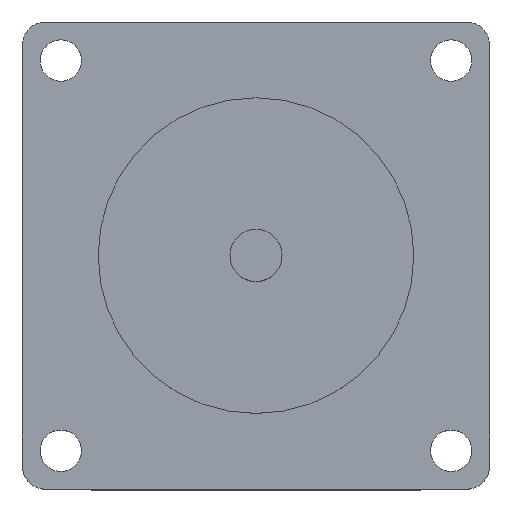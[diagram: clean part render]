
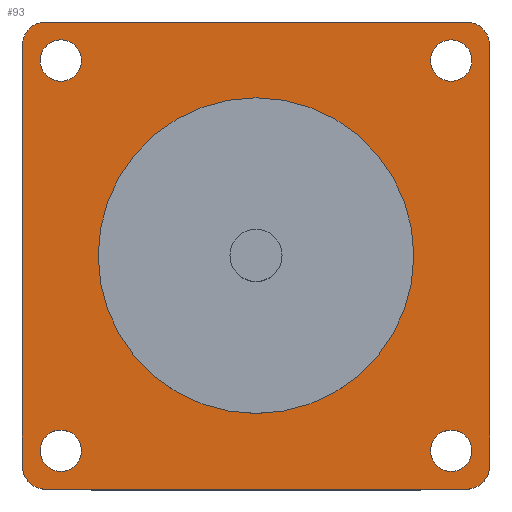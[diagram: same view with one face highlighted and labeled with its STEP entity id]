
A CAD part, top view. The second image highlights one B-rep face of the part: STEP entity #93.
In plain terms, the highlighted planar face has unit normal (0, 0, 1).
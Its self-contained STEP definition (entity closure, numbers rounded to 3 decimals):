
#93 = ADVANCED_FACE( '', ( #147, #148, #149, #150, #151, #152 ), #153, .F. );
#147 = FACE_BOUND( '', #221, .T. );
#148 = FACE_BOUND( '', #222, .T. );
#149 = FACE_BOUND( '', #223, .T. );
#150 = FACE_OUTER_BOUND( '', #224, .T. );
#151 = FACE_BOUND( '', #225, .T. );
#152 = FACE_BOUND( '', #226, .T. );
#153 = PLANE( '', #227 );
#221 = EDGE_LOOP( '', ( #396 ) );
#222 = EDGE_LOOP( '', ( #397 ) );
#223 = EDGE_LOOP( '', ( #398 ) );
#224 = EDGE_LOOP( '', ( #399, #400, #401, #402, #403, #404, #405, #406 ) );
#225 = EDGE_LOOP( '', ( #407 ) );
#226 = EDGE_LOOP( '', ( #408 ) );
#227 = AXIS2_PLACEMENT_3D( '', #409, #410, #411 );
#396 = ORIENTED_EDGE( '', *, *, #514, .F. );
#397 = ORIENTED_EDGE( '', *, *, #515, .F. );
#398 = ORIENTED_EDGE( '', *, *, #516, .F. );
#399 = ORIENTED_EDGE( '', *, *, #505, .F. );
#400 = ORIENTED_EDGE( '', *, *, #499, .F. );
#401 = ORIENTED_EDGE( '', *, *, #517, .F. );
#402 = ORIENTED_EDGE( '', *, *, #489, .F. );
#403 = ORIENTED_EDGE( '', *, *, #487, .F. );
#404 = ORIENTED_EDGE( '', *, *, #478, .F. );
#405 = ORIENTED_EDGE( '', *, *, #518, .F. );
#406 = ORIENTED_EDGE( '', *, *, #507, .F. );
#407 = ORIENTED_EDGE( '', *, *, #519, .F. );
#408 = ORIENTED_EDGE( '', *, *, #520, .F. );
#409 = CARTESIAN_POINT( '', ( -25.4, 25.4, -21.1 ) );
#410 = DIRECTION( '', ( 0., 0., -1. ) );
#411 = DIRECTION( '', ( -1., 0., 0. ) );
#478 = EDGE_CURVE( '', #556, #557, #558, .T. );
#487 = EDGE_CURVE( '', #557, #572, #573, .T. );
#489 = EDGE_CURVE( '', #572, #575, #576, .T. );
#499 = EDGE_CURVE( '', #593, #594, #595, .T. );
#505 = EDGE_CURVE( '', #594, #603, #604, .T. );
#507 = EDGE_CURVE( '', #603, #606, #607, .T. );
#514 = EDGE_CURVE( '', #616, #616, #617, .F. );
#515 = EDGE_CURVE( '', #618, #618, #619, .T. );
#516 = EDGE_CURVE( '', #620, #620, #621, .T. );
#517 = EDGE_CURVE( '', #575, #593, #622, .T. );
#518 = EDGE_CURVE( '', #606, #556, #623, .T. );
#519 = EDGE_CURVE( '', #624, #624, #625, .T. );
#520 = EDGE_CURVE( '', #626, #626, #627, .T. );
#556 = VERTEX_POINT( '', #672 );
#557 = VERTEX_POINT( '', #673 );
#558 = LINE( '', #674, #675 );
#572 = VERTEX_POINT( '', #694 );
#573 = CIRCLE( '', #695, 2.8 );
#575 = VERTEX_POINT( '', #698 );
#576 = LINE( '', #699, #700 );
#593 = VERTEX_POINT( '', #723 );
#594 = VERTEX_POINT( '', #724 );
#595 = LINE( '', #725, #726 );
#603 = VERTEX_POINT( '', #739 );
#604 = CIRCLE( '', #740, 2.8 );
#606 = VERTEX_POINT( '', #743 );
#607 = LINE( '', #744, #745 );
#616 = VERTEX_POINT( '', #756 );
#617 = CIRCLE( '', #757, 19.05 );
#618 = VERTEX_POINT( '', #758 );
#619 = CIRCLE( '', #759, 2.5 );
#620 = VERTEX_POINT( '', #760 );
#621 = CIRCLE( '', #761, 2.5 );
#622 = CIRCLE( '', #762, 2.8 );
#623 = CIRCLE( '', #763, 2.8 );
#624 = VERTEX_POINT( '', #764 );
#625 = CIRCLE( '', #765, 2.5 );
#626 = VERTEX_POINT( '', #766 );
#627 = CIRCLE( '', #767, 2.5 );
#672 = CARTESIAN_POINT( '', ( 28.2, 25.4, -21.1 ) );
#673 = CARTESIAN_POINT( '', ( 28.2, -25.4, -21.1 ) );
#674 = CARTESIAN_POINT( '', ( 28.2, 25.4, -21.1 ) );
#675 = VECTOR( '', #808, 1000. );
#694 = CARTESIAN_POINT( '', ( 25.4, -28.2, -21.1 ) );
#695 = AXIS2_PLACEMENT_3D( '', #823, #824, #825 );
#698 = CARTESIAN_POINT( '', ( -25.4, -28.2, -21.1 ) );
#699 = CARTESIAN_POINT( '', ( 25.4, -28.2, -21.1 ) );
#700 = VECTOR( '', #827, 1000. );
#723 = CARTESIAN_POINT( '', ( -28.2, -25.4, -21.1 ) );
#724 = CARTESIAN_POINT( '', ( -28.2, 25.4, -21.1 ) );
#725 = CARTESIAN_POINT( '', ( -28.2, -25.4, -21.1 ) );
#726 = VECTOR( '', #843, 1000. );
#739 = CARTESIAN_POINT( '', ( -25.4, 28.2, -21.1 ) );
#740 = AXIS2_PLACEMENT_3D( '', #849, #850, #851 );
#743 = CARTESIAN_POINT( '', ( 25.4, 28.2, -21.1 ) );
#744 = CARTESIAN_POINT( '', ( -25.4, 28.2, -21.1 ) );
#745 = VECTOR( '', #853, 1000. );
#756 = CARTESIAN_POINT( '', ( -19.05, 0., -21.1 ) );
#757 = AXIS2_PLACEMENT_3D( '', #868, #869, #870 );
#758 = CARTESIAN_POINT( '', ( -21.05, 23.55, -21.1 ) );
#759 = AXIS2_PLACEMENT_3D( '', #871, #872, #873 );
#760 = CARTESIAN_POINT( '', ( 26.05, -23.55, -21.1 ) );
#761 = AXIS2_PLACEMENT_3D( '', #874, #875, #876 );
#762 = AXIS2_PLACEMENT_3D( '', #877, #878, #879 );
#763 = AXIS2_PLACEMENT_3D( '', #880, #881, #882 );
#764 = CARTESIAN_POINT( '', ( 26.05, 23.55, -21.1 ) );
#765 = AXIS2_PLACEMENT_3D( '', #883, #884, #885 );
#766 = CARTESIAN_POINT( '', ( -21.05, -23.55, -21.1 ) );
#767 = AXIS2_PLACEMENT_3D( '', #886, #887, #888 );
#808 = DIRECTION( '', ( 0., -1., 0. ) );
#823 = CARTESIAN_POINT( '', ( 25.4, -25.4, -21.1 ) );
#824 = DIRECTION( '', ( 0., 0., -1. ) );
#825 = DIRECTION( '', ( -1., 0., 0. ) );
#827 = DIRECTION( '', ( -1., 0., 0. ) );
#843 = DIRECTION( '', ( 0., 1., 0. ) );
#849 = CARTESIAN_POINT( '', ( -25.4, 25.4, -21.1 ) );
#850 = DIRECTION( '', ( 0., 0., -1. ) );
#851 = DIRECTION( '', ( 1., 0., 0. ) );
#853 = DIRECTION( '', ( 1., 0., 0. ) );
#868 = CARTESIAN_POINT( '', ( 0., 0., -21.1 ) );
#869 = DIRECTION( '', ( 0., 0., -1. ) );
#870 = DIRECTION( '', ( -1., 0., 0. ) );
#871 = CARTESIAN_POINT( '', ( -23.55, 23.55, -21.1 ) );
#872 = DIRECTION( '', ( 0., 0., 1. ) );
#873 = DIRECTION( '', ( 1., 0., 0. ) );
#874 = CARTESIAN_POINT( '', ( 23.55, -23.55, -21.1 ) );
#875 = DIRECTION( '', ( 0., 0., 1. ) );
#876 = DIRECTION( '', ( 1., 0., 0. ) );
#877 = CARTESIAN_POINT( '', ( -25.4, -25.4, -21.1 ) );
#878 = DIRECTION( '', ( 0., 0., -1. ) );
#879 = DIRECTION( '', ( 1., 0., 0. ) );
#880 = CARTESIAN_POINT( '', ( 25.4, 25.4, -21.1 ) );
#881 = DIRECTION( '', ( 0., 0., -1. ) );
#882 = DIRECTION( '', ( -1., 0., 0. ) );
#883 = CARTESIAN_POINT( '', ( 23.55, 23.55, -21.1 ) );
#884 = DIRECTION( '', ( 0., 0., 1. ) );
#885 = DIRECTION( '', ( 1., 0., 0. ) );
#886 = CARTESIAN_POINT( '', ( -23.55, -23.55, -21.1 ) );
#887 = DIRECTION( '', ( 0., 0., 1. ) );
#888 = DIRECTION( '', ( 1., 0., 0. ) );
